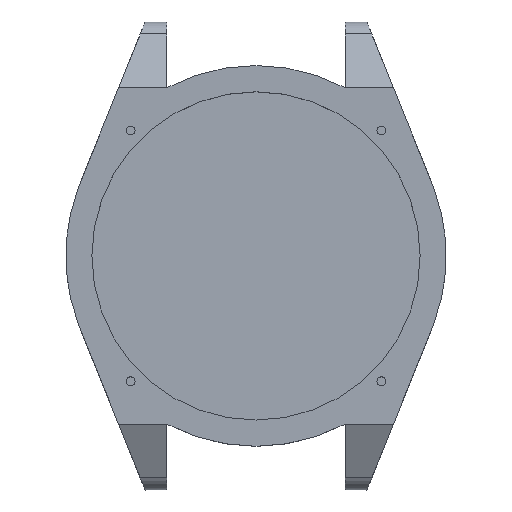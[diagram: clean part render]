
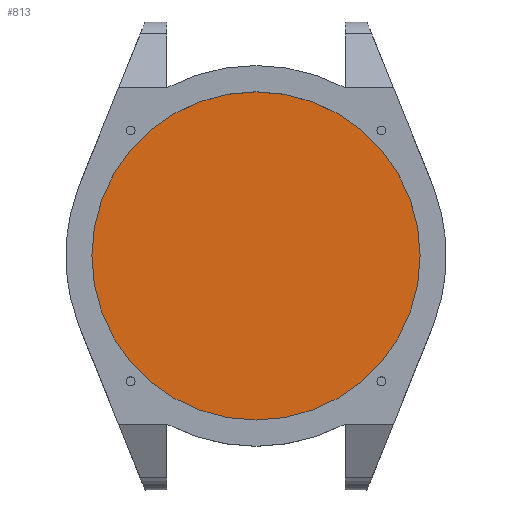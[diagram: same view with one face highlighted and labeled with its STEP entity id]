
A CAD part, top view. The second image highlights one B-rep face of the part: STEP entity #813.
In plain terms, the highlighted planar face has unit normal (0, 0, 1).
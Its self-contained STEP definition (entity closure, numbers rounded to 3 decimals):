
#78=CIRCLE('',#900,18.8);
#116=FACE_OUTER_BOUND('',#173,.T.);
#173=EDGE_LOOP('',(#663));
#401=VERTEX_POINT('',#1370);
#498=EDGE_CURVE('',#401,#401,#78,.T.);
#663=ORIENTED_EDGE('',*,*,#498,.T.);
#775=PLANE('',#901);
#813=ADVANCED_FACE('',(#116),#775,.F.);
#900=AXIS2_PLACEMENT_3D('',#1371,#1085,#1086);
#901=AXIS2_PLACEMENT_3D('',#1373,#1088,#1089);
#1085=DIRECTION('center_axis',(0.,0.,1.));
#1086=DIRECTION('ref_axis',(1.,0.,0.));
#1088=DIRECTION('center_axis',(0.,0.,-1.));
#1089=DIRECTION('ref_axis',(-1.,0.,0.));
#1370=CARTESIAN_POINT('',(-18.8,0.,-6.));
#1371=CARTESIAN_POINT('Origin',(0.,0.,-6.));
#1373=CARTESIAN_POINT('Origin',(0.,0.,-6.));
